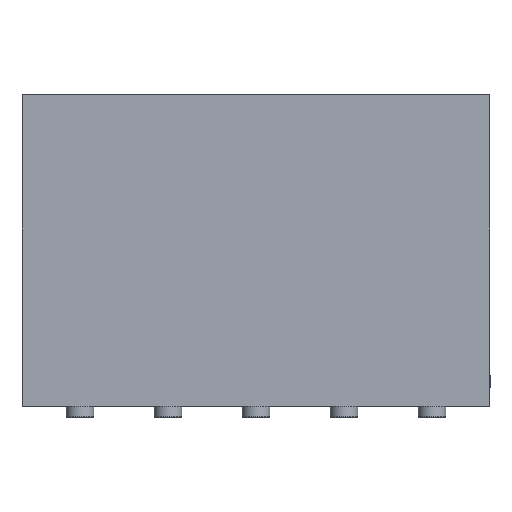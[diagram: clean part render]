
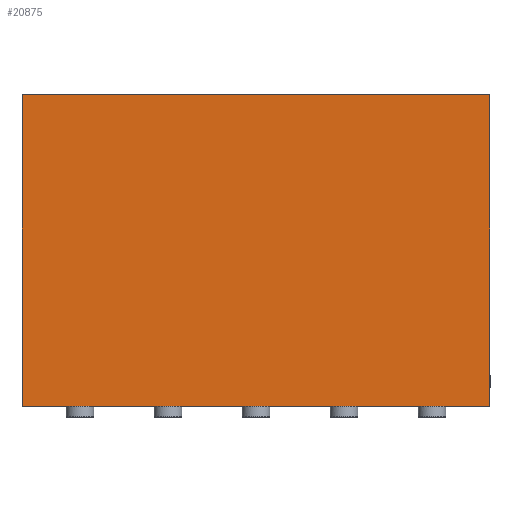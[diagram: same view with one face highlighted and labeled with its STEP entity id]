
A CAD part, top view. The second image highlights one B-rep face of the part: STEP entity #20875.
In plain terms, the highlighted planar face has unit normal (0, 0, 1).
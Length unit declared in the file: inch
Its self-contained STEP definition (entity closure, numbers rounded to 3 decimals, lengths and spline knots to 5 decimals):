
#798 = FACE_OUTER_BOUND ( 'NONE', #4100, .T. ) ;
#970 = VECTOR ( 'NONE', #9278, 39.37008 ) ;
#1494 = CARTESIAN_POINT ( 'NONE',  ( -0.34213, -0.02756, 0. ) ) ;
#2903 = DIRECTION ( 'NONE',  ( 0., -1., 0. ) ) ;
#4100 = EDGE_LOOP ( 'NONE', ( #12442, #9604, #9226, #21757 ) ) ;
#4872 = CARTESIAN_POINT ( 'NONE',  ( 0.26575, 0., 0. ) ) ;
#5276 = VERTEX_POINT ( 'NONE', #4872 ) ;
#6953 = CARTESIAN_POINT ( 'NONE',  ( 0., -0.02756, 0. ) ) ;
#8110 = VERTEX_POINT ( 'NONE', #24740 ) ;
#8132 = DIRECTION ( 'NONE',  ( 1., 0., 0. ) ) ;
#8588 = EDGE_CURVE ( 'NONE', #9191, #8110, #24251, .T. ) ;
#9191 = VERTEX_POINT ( 'NONE', #20298 ) ;
#9210 = CARTESIAN_POINT ( 'NONE',  ( 0.26575, -0.17717, 0. ) ) ;
#9226 = ORIENTED_EDGE ( 'NONE', *, *, #24195, .F. ) ;
#9278 = DIRECTION ( 'NONE',  ( 1., 0., 0. ) ) ;
#9604 = ORIENTED_EDGE ( 'NONE', *, *, #9820, .F. ) ;
#9820 = EDGE_CURVE ( 'NONE', #5276, #11570, #16602, .T. ) ;
#10785 = VECTOR ( 'NONE', #2903, 39.37008 ) ;
#11570 = VERTEX_POINT ( 'NONE', #9210 ) ;
#12442 = ORIENTED_EDGE ( 'NONE', *, *, #25685, .T. ) ;
#12625 = DIRECTION ( 'NONE',  ( 1., 0., 0. ) ) ;
#13622 = CARTESIAN_POINT ( 'NONE',  ( -0.34213, -0.17717, 0. ) ) ;
#14785 = LINE ( 'NONE', #16922, #18558 ) ;
#16602 = LINE ( 'NONE', #24802, #10785 ) ;
#16922 = CARTESIAN_POINT ( 'NONE',  ( -0.64606, 0., 0. ) ) ;
#17711 = VECTOR ( 'NONE', #24775, 39.37008 ) ;
#17716 = AXIS2_PLACEMENT_3D ( 'NONE', #1494, #21268, #8132 ) ;
#18485 = LINE ( 'NONE', #13622, #970 ) ;
#18558 = VECTOR ( 'NONE', #12625, 39.37008 ) ;
#19059 = PLANE ( 'NONE',  #17716 ) ;
#20298 = CARTESIAN_POINT ( 'NONE',  ( 0., -0.17717, 0. ) ) ;
#20875 = ADVANCED_FACE ( 'NONE', ( #798 ), #19059, .T. ) ;
#21268 = DIRECTION ( 'NONE',  ( 0., 0., 1. ) ) ;
#21757 = ORIENTED_EDGE ( 'NONE', *, *, #8588, .F. ) ;
#24195 = EDGE_CURVE ( 'NONE', #8110, #5276, #14785, .T. ) ;
#24251 = LINE ( 'NONE', #6953, #17711 ) ;
#24740 = CARTESIAN_POINT ( 'NONE',  ( 0., 0., 0. ) ) ;
#24775 = DIRECTION ( 'NONE',  ( 0., 1., 0. ) ) ;
#24802 = CARTESIAN_POINT ( 'NONE',  ( 0.26575, -0.02756, 0. ) ) ;
#25685 = EDGE_CURVE ( 'NONE', #9191, #11570, #18485, .T. ) ;
